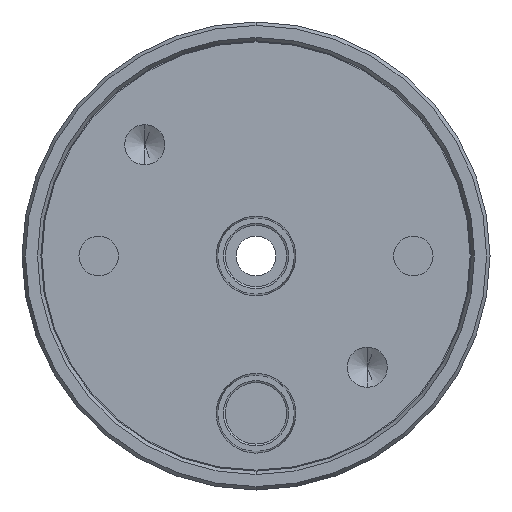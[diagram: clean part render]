
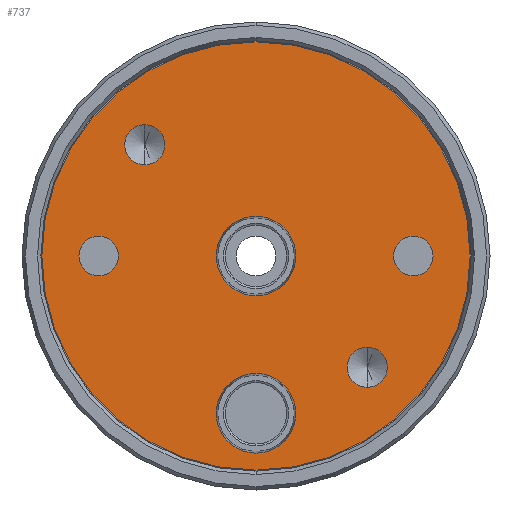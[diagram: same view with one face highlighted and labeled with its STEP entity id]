
A CAD part, front view. The second image highlights one B-rep face of the part: STEP entity #737.
In plain terms, the highlighted planar face has unit normal (0, -1, 0).
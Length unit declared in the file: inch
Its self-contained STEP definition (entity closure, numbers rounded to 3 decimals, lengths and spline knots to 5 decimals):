
#23 = CIRCLE ( 'NONE', #169, 0.1005 ) ;
#48 = CIRCLE ( 'NONE', #1278, 0.10156 ) ;
#56 = VERTEX_POINT ( 'NONE', #1423 ) ;
#57 = ORIENTED_EDGE ( 'NONE', *, *, #632, .F. ) ;
#79 = ORIENTED_EDGE ( 'NONE', *, *, #1272, .F. ) ;
#118 = CIRCLE ( 'NONE', #1805, 1.089 ) ;
#135 = FACE_OUTER_BOUND ( 'NONE', #2566, .T. ) ;
#152 = CARTESIAN_POINT ( 'NONE',  ( -0.8, 0., 0. ) ) ;
#169 = AXIS2_PLACEMENT_3D ( 'NONE', #521, #1422, #333 ) ;
#190 = DIRECTION ( 'NONE',  ( 0., 0., 1. ) ) ;
#252 = ORIENTED_EDGE ( 'NONE', *, *, #1003, .F. ) ;
#289 = CARTESIAN_POINT ( 'NONE',  ( 0., 0., 0. ) ) ;
#308 = VERTEX_POINT ( 'NONE', #2110 ) ;
#333 = DIRECTION ( 'NONE',  ( 0., 0., 1. ) ) ;
#359 = VERTEX_POINT ( 'NONE', #2139 ) ;
#363 = FACE_BOUND ( 'NONE', #2019, .T. ) ;
#391 = DIRECTION ( 'NONE',  ( 0., 0., 1. ) ) ;
#416 = DIRECTION ( 'NONE',  ( 0., -1., 0. ) ) ;
#419 = ORIENTED_EDGE ( 'NONE', *, *, #1258, .F. ) ;
#461 = DIRECTION ( 'NONE',  ( 0., 0., 1. ) ) ;
#489 = ORIENTED_EDGE ( 'NONE', *, *, #937, .F. ) ;
#492 = CARTESIAN_POINT ( 'NONE',  ( 0., 0., 0.2025 ) ) ;
#507 = CARTESIAN_POINT ( 'NONE',  ( -0.56569, 0., 0.46412 ) ) ;
#521 = CARTESIAN_POINT ( 'NONE',  ( -0.8, 0., 0. ) ) ;
#555 = AXIS2_PLACEMENT_3D ( 'NONE', #1019, #2733, #1252 ) ;
#561 = ORIENTED_EDGE ( 'NONE', *, *, #2838, .F. ) ;
#565 = CARTESIAN_POINT ( 'NONE',  ( 0., 0., -1.0025 ) ) ;
#568 = CARTESIAN_POINT ( 'NONE',  ( -0.8, 0., -0.1005 ) ) ;
#575 = DIRECTION ( 'NONE',  ( 0., 1., 0. ) ) ;
#582 = DIRECTION ( 'NONE',  ( 0., 0., 1. ) ) ;
#632 = EDGE_CURVE ( 'NONE', #359, #2200, #1669, .T. ) ;
#640 = AXIS2_PLACEMENT_3D ( 'NONE', #2841, #2223, #1788 ) ;
#683 = CIRCLE ( 'NONE', #640, 0.2025 ) ;
#686 = CARTESIAN_POINT ( 'NONE',  ( 0., 0., 0. ) ) ;
#737 = ADVANCED_FACE ( 'NONE', ( #2369, #363, #1028, #802, #2327, #1931, #135 ), #1910, .F. ) ;
#756 = EDGE_LOOP ( 'NONE', ( #57, #2763 ) ) ;
#767 = DIRECTION ( 'NONE',  ( 0., -1., 0. ) ) ;
#772 = EDGE_CURVE ( 'NONE', #1229, #2334, #2495, .T. ) ;
#802 = FACE_BOUND ( 'NONE', #1956, .T. ) ;
#813 = DIRECTION ( 'NONE',  ( 0., -1., 0. ) ) ;
#828 = EDGE_CURVE ( 'NONE', #308, #2323, #2452, .T. ) ;
#857 = ORIENTED_EDGE ( 'NONE', *, *, #1068, .F. ) ;
#880 = CARTESIAN_POINT ( 'NONE',  ( -0.8, 0., 0.1005 ) ) ;
#887 = CARTESIAN_POINT ( 'NONE',  ( -0.56569, 0., 0.56569 ) ) ;
#937 = EDGE_CURVE ( 'NONE', #2751, #1495, #2173, .T. ) ;
#951 = ORIENTED_EDGE ( 'NONE', *, *, #1790, .T. ) ;
#967 = AXIS2_PLACEMENT_3D ( 'NONE', #152, #416, #2385 ) ;
#988 = DIRECTION ( 'NONE',  ( 0., -1., 0. ) ) ;
#999 = CARTESIAN_POINT ( 'NONE',  ( 0., 0., -0.5975 ) ) ;
#1003 = EDGE_CURVE ( 'NONE', #2738, #1415, #1533, .T. ) ;
#1019 = CARTESIAN_POINT ( 'NONE',  ( 0.8, 0., 0. ) ) ;
#1022 = CIRCLE ( 'NONE', #2460, 0.10156 ) ;
#1028 = FACE_BOUND ( 'NONE', #2088, .T. ) ;
#1052 = ORIENTED_EDGE ( 'NONE', *, *, #772, .F. ) ;
#1068 = EDGE_CURVE ( 'NONE', #1958, #56, #1484, .T. ) ;
#1073 = AXIS2_PLACEMENT_3D ( 'NONE', #2068, #1353, #461 ) ;
#1108 = ORIENTED_EDGE ( 'NONE', *, *, #2014, .F. ) ;
#1136 = DIRECTION ( 'NONE',  ( 0., -1., 0. ) ) ;
#1156 = CIRCLE ( 'NONE', #1073, 0.2025 ) ;
#1190 = AXIS2_PLACEMENT_3D ( 'NONE', #1842, #1619, #1641 ) ;
#1229 = VERTEX_POINT ( 'NONE', #507 ) ;
#1239 = DIRECTION ( 'NONE',  ( 0., -1., 0. ) ) ;
#1252 = DIRECTION ( 'NONE',  ( 0., 0., 1. ) ) ;
#1258 = EDGE_CURVE ( 'NONE', #56, #1958, #1631, .T. ) ;
#1272 = EDGE_CURVE ( 'NONE', #1415, #2738, #23, .T. ) ;
#1278 = AXIS2_PLACEMENT_3D ( 'NONE', #887, #2663, #2165 ) ;
#1284 = DIRECTION ( 'NONE',  ( 0., 0., 1. ) ) ;
#1300 = CARTESIAN_POINT ( 'NONE',  ( 0., 0., 1.089 ) ) ;
#1335 = EDGE_CURVE ( 'NONE', #2726, #2887, #683, .T. ) ;
#1342 = AXIS2_PLACEMENT_3D ( 'NONE', #2785, #575, #1471 ) ;
#1353 = DIRECTION ( 'NONE',  ( 0., -1., 0. ) ) ;
#1415 = VERTEX_POINT ( 'NONE', #880 ) ;
#1422 = DIRECTION ( 'NONE',  ( 0., -1., 0. ) ) ;
#1423 = CARTESIAN_POINT ( 'NONE',  ( 0.8, 0., -0.1005 ) ) ;
#1441 = AXIS2_PLACEMENT_3D ( 'NONE', #289, #767, #582 ) ;
#1450 = EDGE_LOOP ( 'NONE', ( #489, #1108 ) ) ;
#1468 = ORIENTED_EDGE ( 'NONE', *, *, #828, .T. ) ;
#1471 = DIRECTION ( 'NONE',  ( 0., 0., -1. ) ) ;
#1484 = CIRCLE ( 'NONE', #1759, 0.1005 ) ;
#1495 = VERTEX_POINT ( 'NONE', #1920 ) ;
#1510 = ORIENTED_EDGE ( 'NONE', *, *, #2287, .F. ) ;
#1533 = CIRCLE ( 'NONE', #967, 0.1005 ) ;
#1541 = DIRECTION ( 'NONE',  ( 0., -1., 0. ) ) ;
#1591 = DIRECTION ( 'NONE',  ( 0., -1., 0. ) ) ;
#1619 = DIRECTION ( 'NONE',  ( 0., -1., 0. ) ) ;
#1631 = CIRCLE ( 'NONE', #555, 0.1005 ) ;
#1641 = DIRECTION ( 'NONE',  ( 0., 0., 1. ) ) ;
#1669 = CIRCLE ( 'NONE', #1190, 0.10156 ) ;
#1686 = DIRECTION ( 'NONE',  ( 0., 0., 1. ) ) ;
#1720 = CARTESIAN_POINT ( 'NONE',  ( 0.8, 0., 0. ) ) ;
#1733 = ORIENTED_EDGE ( 'NONE', *, *, #1335, .F. ) ;
#1759 = AXIS2_PLACEMENT_3D ( 'NONE', #1720, #1541, #1284 ) ;
#1788 = DIRECTION ( 'NONE',  ( 0., 0., 1. ) ) ;
#1790 = EDGE_CURVE ( 'NONE', #2323, #308, #118, .T. ) ;
#1798 = EDGE_LOOP ( 'NONE', ( #1733, #561 ) ) ;
#1805 = AXIS2_PLACEMENT_3D ( 'NONE', #2413, #1136, #190 ) ;
#1842 = CARTESIAN_POINT ( 'NONE',  ( 0.56569, 0., -0.56569 ) ) ;
#1855 = DIRECTION ( 'NONE',  ( 0., 0., 1. ) ) ;
#1910 = PLANE ( 'NONE',  #1342 ) ;
#1913 = CARTESIAN_POINT ( 'NONE',  ( -0.56569, 0., 0.66725 ) ) ;
#1920 = CARTESIAN_POINT ( 'NONE',  ( 0., 0., -0.2025 ) ) ;
#1931 = FACE_BOUND ( 'NONE', #1798, .T. ) ;
#1956 = EDGE_LOOP ( 'NONE', ( #79, #252 ) ) ;
#1958 = VERTEX_POINT ( 'NONE', #2155 ) ;
#2014 = EDGE_CURVE ( 'NONE', #1495, #2751, #2639, .T. ) ;
#2019 = EDGE_LOOP ( 'NONE', ( #1510, #1052 ) ) ;
#2068 = CARTESIAN_POINT ( 'NONE',  ( 0., 0., -0.8 ) ) ;
#2088 = EDGE_LOOP ( 'NONE', ( #857, #419 ) ) ;
#2102 = CARTESIAN_POINT ( 'NONE',  ( 0.56569, 0., -0.66725 ) ) ;
#2110 = CARTESIAN_POINT ( 'NONE',  ( 0., 0., -1.089 ) ) ;
#2139 = CARTESIAN_POINT ( 'NONE',  ( 0.56569, 0., -0.46412 ) ) ;
#2155 = CARTESIAN_POINT ( 'NONE',  ( 0.8, 0., 0.1005 ) ) ;
#2165 = DIRECTION ( 'NONE',  ( 0., 0., 1. ) ) ;
#2173 = CIRCLE ( 'NONE', #2455, 0.2025 ) ;
#2200 = VERTEX_POINT ( 'NONE', #2102 ) ;
#2223 = DIRECTION ( 'NONE',  ( 0., -1., 0. ) ) ;
#2287 = EDGE_CURVE ( 'NONE', #2334, #1229, #48, .T. ) ;
#2323 = VERTEX_POINT ( 'NONE', #1300 ) ;
#2327 = FACE_BOUND ( 'NONE', #1450, .T. ) ;
#2334 = VERTEX_POINT ( 'NONE', #1913 ) ;
#2369 = FACE_BOUND ( 'NONE', #756, .T. ) ;
#2385 = DIRECTION ( 'NONE',  ( 0., 0., 1. ) ) ;
#2413 = CARTESIAN_POINT ( 'NONE',  ( 0., 0., 0. ) ) ;
#2420 = DIRECTION ( 'NONE',  ( 0., 0., 1. ) ) ;
#2452 = CIRCLE ( 'NONE', #1441, 1.089 ) ;
#2455 = AXIS2_PLACEMENT_3D ( 'NONE', #2622, #813, #2420 ) ;
#2460 = AXIS2_PLACEMENT_3D ( 'NONE', #2793, #1239, #1686 ) ;
#2495 = CIRCLE ( 'NONE', #2684, 0.10156 ) ;
#2498 = AXIS2_PLACEMENT_3D ( 'NONE', #686, #1591, #391 ) ;
#2566 = EDGE_LOOP ( 'NONE', ( #951, #1468 ) ) ;
#2622 = CARTESIAN_POINT ( 'NONE',  ( 0., 0., 0. ) ) ;
#2639 = CIRCLE ( 'NONE', #2498, 0.2025 ) ;
#2663 = DIRECTION ( 'NONE',  ( 0., -1., 0. ) ) ;
#2684 = AXIS2_PLACEMENT_3D ( 'NONE', #2760, #988, #1855 ) ;
#2726 = VERTEX_POINT ( 'NONE', #999 ) ;
#2733 = DIRECTION ( 'NONE',  ( 0., -1., 0. ) ) ;
#2738 = VERTEX_POINT ( 'NONE', #568 ) ;
#2751 = VERTEX_POINT ( 'NONE', #492 ) ;
#2760 = CARTESIAN_POINT ( 'NONE',  ( -0.56569, 0., 0.56569 ) ) ;
#2763 = ORIENTED_EDGE ( 'NONE', *, *, #2787, .F. ) ;
#2785 = CARTESIAN_POINT ( 'NONE',  ( 0., 0., 0. ) ) ;
#2787 = EDGE_CURVE ( 'NONE', #2200, #359, #1022, .T. ) ;
#2793 = CARTESIAN_POINT ( 'NONE',  ( 0.56569, 0., -0.56569 ) ) ;
#2838 = EDGE_CURVE ( 'NONE', #2887, #2726, #1156, .T. ) ;
#2841 = CARTESIAN_POINT ( 'NONE',  ( 0., 0., -0.8 ) ) ;
#2887 = VERTEX_POINT ( 'NONE', #565 ) ;
